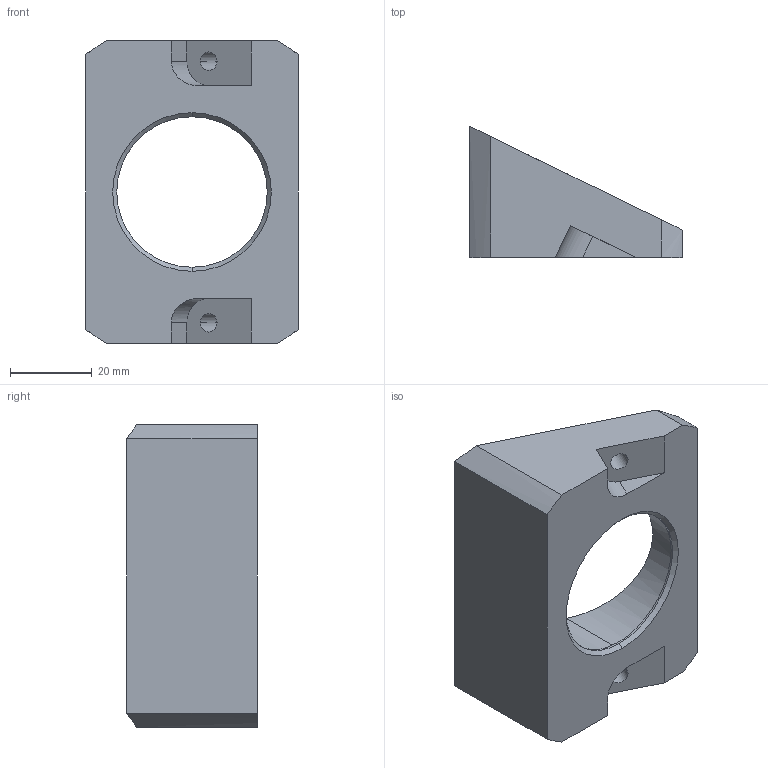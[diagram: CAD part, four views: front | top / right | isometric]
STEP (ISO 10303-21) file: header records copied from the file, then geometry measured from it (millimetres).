
FILE_DESCRIPTION (( 'STEP AP214' ), '1' );
FILE_NAME ('ÎÄÌ.004.02.00.00.001 Êîðïóñ.STEP', '2020-06-10T07:30:09', ( '' ), ( '' ), 'SwSTEP 2.0', 'SolidWorks 2017', '' );
FILE_SCHEMA (( 'AUTOMOTIVE_DESIGN' ));
Length unit declared in the file: millimetre
Products named in the file (1): ÎÄÌ.004.02.00.00.001 Êîðïóñ
Bounding box: 52 x 32 x 74 mm (x, y, z)
Volume: 47552.1 mm3; surface area: 13181.9 mm2
Topology: 1 solids, 1 shells, 29 faces, 76 edges, 50 vertices
Faces by surface type: cylinder 14, plane 13, cone 2
Entity records: 942 total; most frequent: CARTESIAN_POINT 180, ORIENTED_EDGE 152, DIRECTION 150, EDGE_CURVE 76, AXIS2_PLACEMENT_3D 52, VERTEX_POINT 50, VECTOR 46, LINE 46
